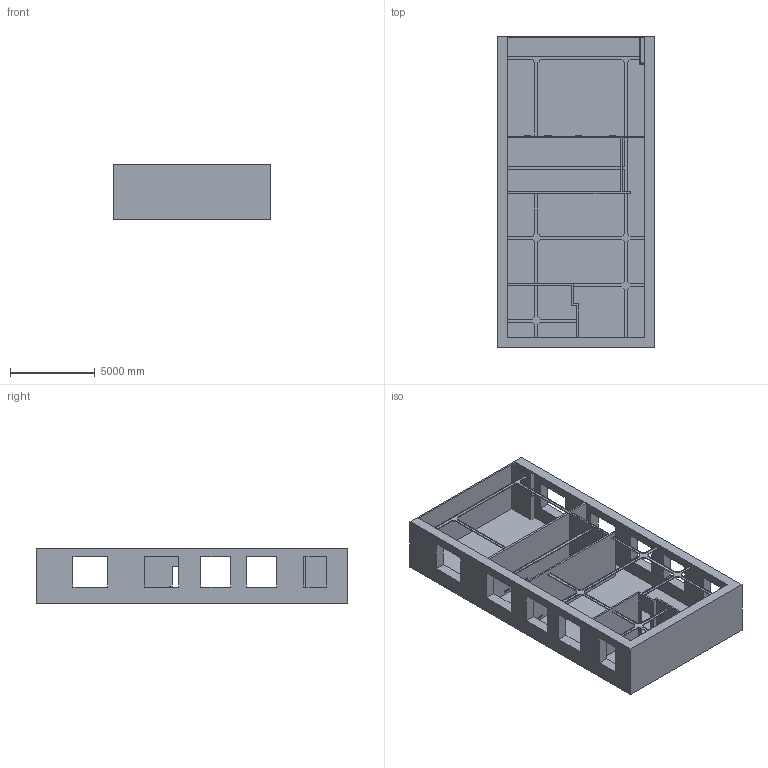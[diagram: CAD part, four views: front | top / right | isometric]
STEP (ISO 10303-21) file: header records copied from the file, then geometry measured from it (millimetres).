
FILE_DESCRIPTION(('CATIA V5 STEP Exchange'),'2;1');
FILE_NAME('HS.stp','2018-10-11T09:29:07+00:00',('none'),('none'),'CATIA Version 5 Release 19 SP 8 (IN-10)','CATIA V5 STEP AP214','none');
FILE_SCHEMA(('AUTOMOTIVE_DESIGN { 1 0 10303 214 1 1 1 1 }'));
Length unit declared in the file: millimetre
Products named in the file (13): HS; Floor; Wall 3; Wall 2; Wall 1; Socket 5; Switcher 1; Cable trace; Shitok; Socket 4; Outer wall; Socket 2; Socket 1
Assembly tree (37 placements, depth 2):
  HS
    Floor
    Wall 3
    Wall 2
    Wall 1
    Socket 5  x17
    Switcher 1  x2
    Cable trace
    Shitok
    Socket 4  x2
    Outer wall
    Socket 2  x7
    Socket 1  x2
Bounding box: 9300 x 18400 x 3300 mm (x, y, z)
Volume: 94910430764.8 mm3; surface area: 894783053.3 mm2
Topology: 38 solids, 38 shells, 2846 faces, 6438 edges, 3996 vertices
Faces by surface type: cylinder 1246, plane 1156, torus 324, cone 120
Entity records: 25537 total; most frequent: CARTESIAN_POINT 5205, ORIENTED_EDGE 4296, DIRECTION 3640, EDGE_CURVE 2148, AXIS2_PLACEMENT_3D 1539, VERTEX_POINT 1336, VECTOR 1280, LINE 1280
